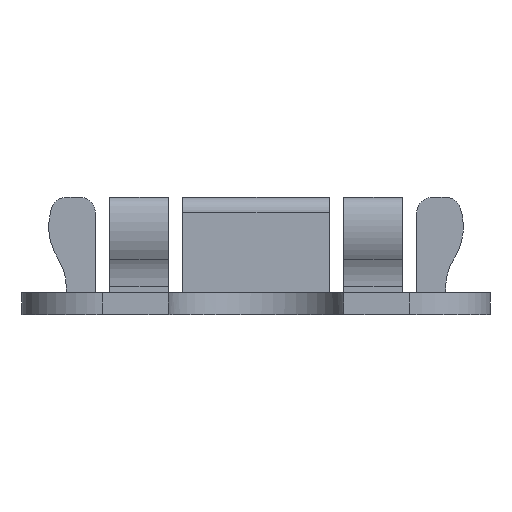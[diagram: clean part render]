
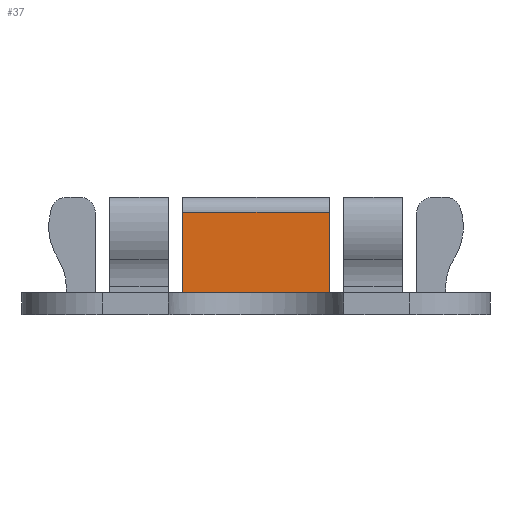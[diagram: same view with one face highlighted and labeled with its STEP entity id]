
A CAD part, left-side view. The second image highlights one B-rep face of the part: STEP entity #37.
In plain terms, the highlighted free-form (B-spline) face has degree [2, 1] with [3, 2] control points.
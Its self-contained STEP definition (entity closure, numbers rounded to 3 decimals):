
#37=ADVANCED_FACE('',(#113),#1216,.T.);
#113=FACE_OUTER_BOUND('',#194,.T.);
#194=EDGE_LOOP('',(#379,#380,#381,#382));
#379=ORIENTED_EDGE('',*,*,#655,.T.);
#380=ORIENTED_EDGE('',*,*,#700,.T.);
#381=ORIENTED_EDGE('',*,*,#709,.T.);
#382=ORIENTED_EDGE('',*,*,#697,.F.);
#655=EDGE_CURVE('',#1058,#1059,#850,.T.);
#697=EDGE_CURVE('',#1058,#1085,#914,.T.);
#700=EDGE_CURVE('',#1059,#1090,#917,.T.);
#709=EDGE_CURVE('',#1090,#1085,#926,.T.);
#850=B_SPLINE_CURVE_WITH_KNOTS('',1,(#1860,#1861),.UNSPECIFIED.,.F.,.F.,
(2,2),(11.,21.),.UNSPECIFIED.);
#914=(
BOUNDED_CURVE()
B_SPLINE_CURVE(2,(#1958,#1959,#1960),.UNSPECIFIED.,.F.,.F.)
B_SPLINE_CURVE_WITH_KNOTS((3,3),(-34.091,-28.591),
 .UNSPECIFIED.)
CURVE()
GEOMETRIC_REPRESENTATION_ITEM()
RATIONAL_B_SPLINE_CURVE((1.,1.,1.))
REPRESENTATION_ITEM('')
);
#917=(
BOUNDED_CURVE()
B_SPLINE_CURVE(2,(#1967,#1968,#1969),.UNSPECIFIED.,.F.,.F.)
B_SPLINE_CURVE_WITH_KNOTS((3,3),(-34.091,-28.591),
 .UNSPECIFIED.)
CURVE()
GEOMETRIC_REPRESENTATION_ITEM()
RATIONAL_B_SPLINE_CURVE((1.,1.,1.))
REPRESENTATION_ITEM('')
);
#926=(
BOUNDED_CURVE()
B_SPLINE_CURVE(1,(#1998,#1999),.UNSPECIFIED.,.F.,.F.)
B_SPLINE_CURVE_WITH_KNOTS((2,2),(0.,10.),.UNSPECIFIED.)
CURVE()
GEOMETRIC_REPRESENTATION_ITEM()
RATIONAL_B_SPLINE_CURVE((1.,1.))
REPRESENTATION_ITEM('')
);
#1058=VERTEX_POINT('',#1727);
#1059=VERTEX_POINT('',#1728);
#1085=VERTEX_POINT('',#1754);
#1090=VERTEX_POINT('',#1759);
#1216=(
BOUNDED_SURFACE()
B_SPLINE_SURFACE(2,1,((#1414,#1415),(#1416,#1417),(#1418,#1419)),
 .UNSPECIFIED.,.F.,.F.,.F.)
B_SPLINE_SURFACE_WITH_KNOTS((3,3),(2,2),(-35.591,-28.591),
(0.,10.),.UNSPECIFIED.)
GEOMETRIC_REPRESENTATION_ITEM()
RATIONAL_B_SPLINE_SURFACE(((1.042,1.042),(1.042,
1.042),(1.042,1.042)))
REPRESENTATION_ITEM('')
SURFACE()
);
#1414=CARTESIAN_POINT('',(33.,-5.,0.));
#1415=CARTESIAN_POINT('',(33.,5.,0.));
#1416=CARTESIAN_POINT('',(33.,-5.,3.5));
#1417=CARTESIAN_POINT('',(33.,5.,3.5));
#1418=CARTESIAN_POINT('',(33.,-5.,7.));
#1419=CARTESIAN_POINT('',(33.,5.,7.));
#1727=CARTESIAN_POINT('',(33.,5.,1.5));
#1728=CARTESIAN_POINT('',(33.,-5.,1.5));
#1754=CARTESIAN_POINT('',(33.,5.,7.));
#1759=CARTESIAN_POINT('',(33.,-5.,7.));
#1860=CARTESIAN_POINT('',(33.,5.,1.5));
#1861=CARTESIAN_POINT('',(33.,-5.,1.5));
#1958=CARTESIAN_POINT('',(33.,5.,1.5));
#1959=CARTESIAN_POINT('',(33.,5.,4.25));
#1960=CARTESIAN_POINT('',(33.,5.,7.));
#1967=CARTESIAN_POINT('',(33.,-5.,1.5));
#1968=CARTESIAN_POINT('',(33.,-5.,4.25));
#1969=CARTESIAN_POINT('',(33.,-5.,7.));
#1998=CARTESIAN_POINT('',(33.,-5.,7.));
#1999=CARTESIAN_POINT('',(33.,5.,7.));
